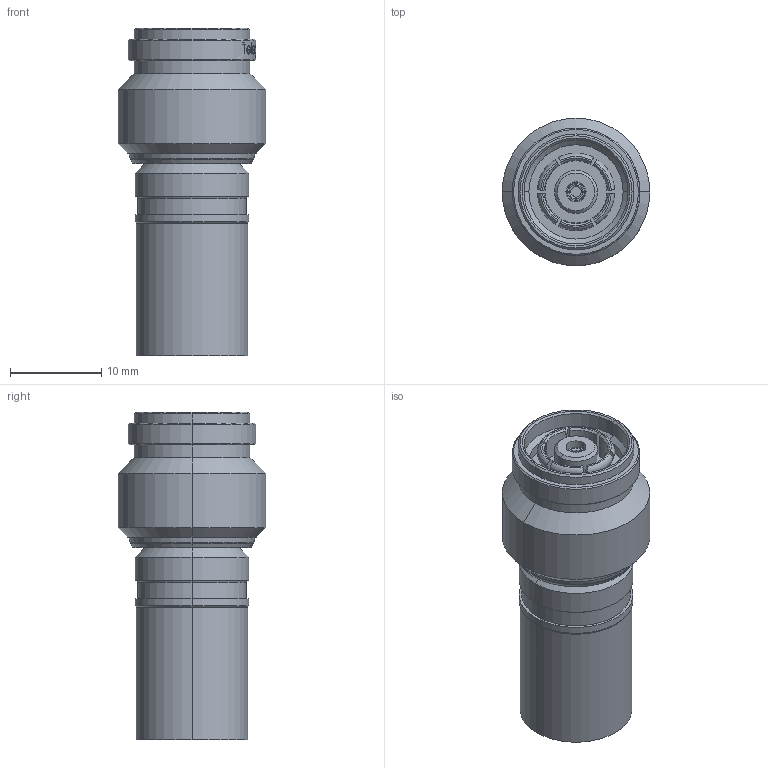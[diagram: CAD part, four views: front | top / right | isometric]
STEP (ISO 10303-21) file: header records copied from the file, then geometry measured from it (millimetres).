
FILE_DESCRIPTION (( 'STEP AP214' ), '1' );
FILE_NAME ('J01010R0009.STEP', '2019-07-04T14:00:50', ( '' ), ( '' ), 'SwSTEP 2.0', 'SolidWorks 2018', '' );
FILE_SCHEMA (( 'AUTOMOTIVE_DESIGN' ));
Length unit declared in the file: millimetre
Products named in the file (1): J01010R0009
Bounding box: 16.2 x 16.2 x 35.95 mm (x, y, z)
Volume: 4043.4 mm3; surface area: 2705.9 mm2
Topology: 1 solids, 1 shells, 311 faces, 771 edges, 501 vertices
Faces by surface type: plane 103, bspline 95, cylinder 64, cone 39, torus 10
Entity records: 18337 total; most frequent: CARTESIAN_POINT 8338, ORIENTED_EDGE 1542, DIRECTION 1059, EDGE_CURVE 771, VERTEX_POINT 501, AXIS2_PLACEMENT_3D 404, EDGE_LOOP 350, B_SPLINE_CURVE_WITH_KNOTS 319
